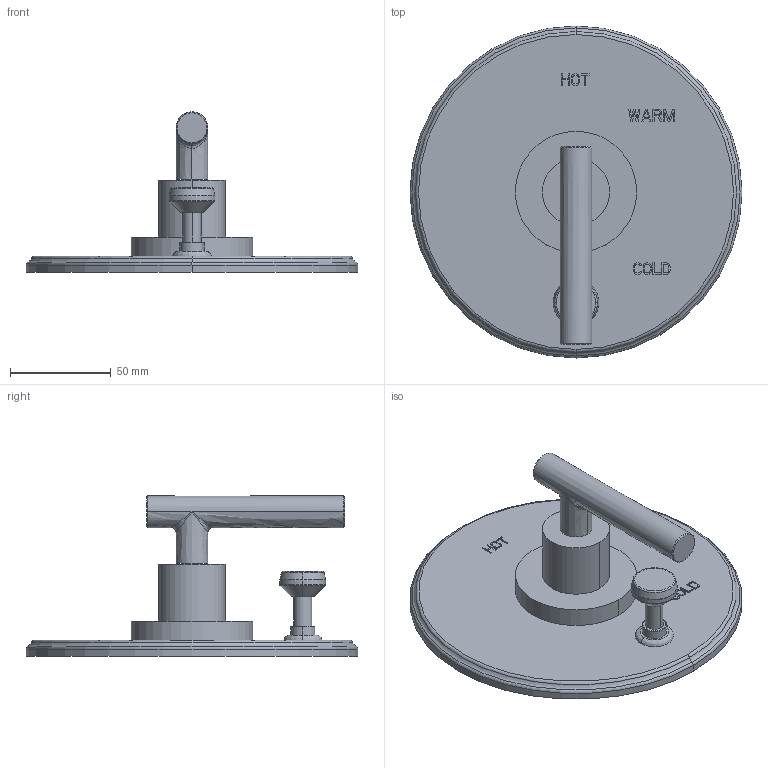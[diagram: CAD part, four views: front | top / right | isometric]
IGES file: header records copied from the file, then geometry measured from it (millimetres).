
Start section:  PTC IGES file: 5-992lbp.igs
Global section: file name: 5-992lbp.igs; native system: Creo Parametric by PTC Inc.; preprocessor: 2018400; author: jinson.thomas; organization: Unknown; date: 20210607.145539; units: inch
Bounding box: 165.1 x 165.1 x 79.72 mm (x, y, z)
Volume: 247422.5 mm3; surface area: 58548 mm2
Topology: 1 solids, 1 shells, 317 faces, 843 edges, 552 vertices
Faces by surface type: bspline 274, revolution 43
